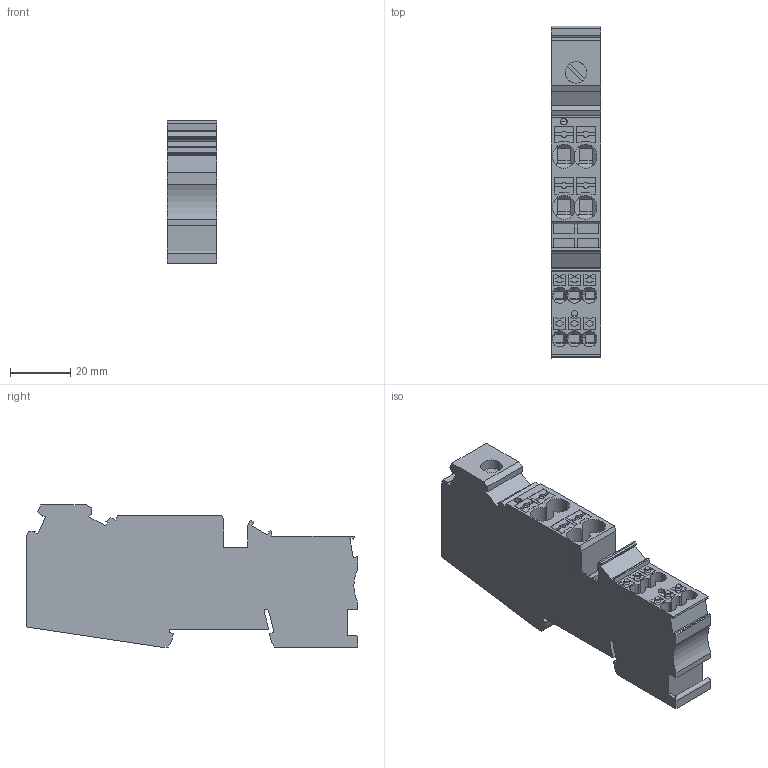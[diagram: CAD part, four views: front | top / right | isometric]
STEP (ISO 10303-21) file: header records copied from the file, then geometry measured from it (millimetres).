
FILE_DESCRIPTION(('Creo Elements/Direct Modeling STEP Export'),'2;1');
FILE_NAME('model.stp','2024-08-19T15:00:46',(''),(''),'Creo Elements/Direct Modeling STEP processor for AP214 (Solid Model)','Creo Elements/Direct Modeling 20.1D 10-Oct-2020 (C) Parametric Technology GmbH','');
FILE_SCHEMA(('AUTOMOTIVE_DESIGN { 1 0 10303 214 1 1 1 1 }'));
Length unit declared in the file: millimetre
Products named in the file (2): PTU_35_4X6_6X2.5_BU-select
Assembly tree (1 placements, depth 2):
  PTU_35_4X6_6X2.5_BU-select
    PTU_35_4X6_6X2.5_BU-select
Bounding box: 16.3 x 110.36 x 47.3 mm (x, y, z)
Volume: 57302.2 mm3; surface area: 20033.9 mm2
Topology: 1 solids, 1 shells, 504 faces, 1410 edges, 926 vertices
Faces by surface type: plane 398, cylinder 76, torus 16, extrusion 8, cone 6
Entity records: 23581 total; most frequent: CARTESIAN_POINT 6543, ORIENTED_EDGE 2820, DIRECTION 2497, EDGE_CURVE 1410, VECTOR 1143, LINE 1135, VERTEX_POINT 926, AXIS2_PLACEMENT_3D 677
